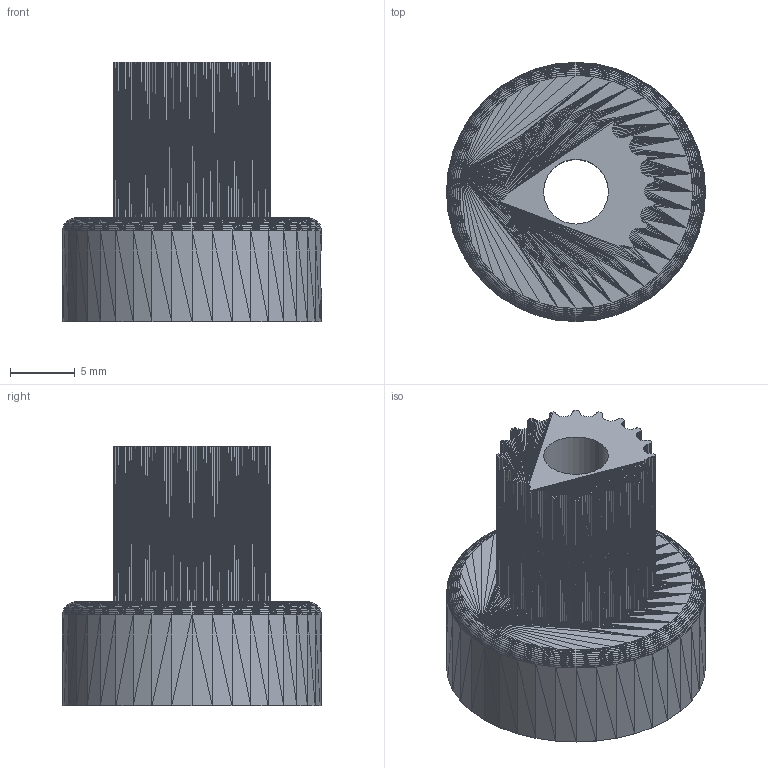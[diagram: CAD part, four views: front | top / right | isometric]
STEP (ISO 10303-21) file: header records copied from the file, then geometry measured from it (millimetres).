
FILE_DESCRIPTION (( 'STEP AP203' ), '1' );
FILE_NAME ('GT2_2mm-20T-OD12.22.step', '2021-01-10T11:55:59', ( '' ), ( '' ), 'SwSTEP 2.0', 'SolidWorks 2020', '' );
FILE_SCHEMA (( 'CONFIG_CONTROL_DESIGN' ));
Length unit declared in the file: millimetre
Products named in the file (1): GT2_2mm-20T-OD12.22
Bounding box: 20 x 20 x 20 mm (x, y, z)
Volume: 3149.2 mm3; surface area: 2168.7 mm2
Topology: 1 solids, 1 shells, 2688 faces, 4114 edges, 1426 vertices
Faces by surface type: plane 2685, cylinder 3
Entity records: 53253 total; most frequent: DIRECTION 9490, CARTESIAN_POINT 8265, ORIENTED_EDGE 8228, EDGE_CURVE 4114, VECTOR 4092, LINE 4092, AXIS2_PLACEMENT_3D 2699, EDGE_LOOP 2690
